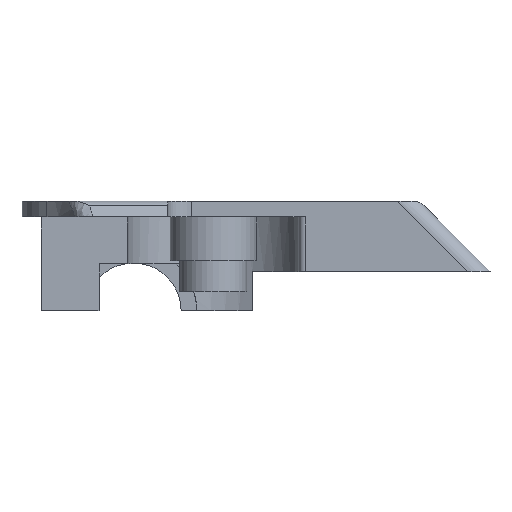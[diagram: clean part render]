
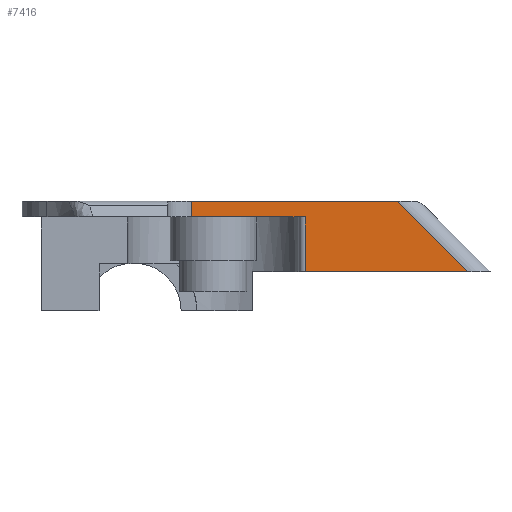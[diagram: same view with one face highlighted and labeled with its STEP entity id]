
A CAD part, left-side view. The second image highlights one B-rep face of the part: STEP entity #7416.
In plain terms, the highlighted planar face has unit normal (-1, 0, 0).
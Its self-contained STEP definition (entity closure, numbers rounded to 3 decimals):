
#931=PLANE('',#7892);
#1377=FACE_OUTER_BOUND('',#1767,.T.);
#1767=EDGE_LOOP('',(#5530,#5531,#5532,#5533,#5534,#5535));
#2144=LINE('',#9013,#2617);
#2155=LINE('',#9049,#2628);
#2165=LINE('',#9090,#2638);
#2215=LINE('',#10893,#2688);
#2217=LINE('',#10899,#2690);
#2218=LINE('',#10900,#2691);
#2617=VECTOR('',#8060,10.);
#2628=VECTOR('',#8091,10.);
#2638=VECTOR('',#8125,10.);
#2688=VECTOR('',#8299,10.);
#2690=VECTOR('',#8305,10.);
#2691=VECTOR('',#8306,10.);
#3169=VERTEX_POINT('',#9010);
#3170=VERTEX_POINT('',#9012);
#3185=VERTEX_POINT('',#9048);
#3200=VERTEX_POINT('',#9088);
#3549=VERTEX_POINT('',#10892);
#3551=VERTEX_POINT('',#10898);
#3940=EDGE_CURVE('',#3170,#3169,#2144,.F.);
#3958=EDGE_CURVE('',#3185,#3169,#2155,.T.);
#3978=EDGE_CURVE('',#3200,#3185,#2165,.F.);
#4341=EDGE_CURVE('',#3170,#3549,#2215,.T.);
#4344=EDGE_CURVE('',#3551,#3200,#2217,.T.);
#4345=EDGE_CURVE('',#3551,#3549,#2218,.F.);
#5530=ORIENTED_EDGE('',*,*,#3958,.F.);
#5531=ORIENTED_EDGE('',*,*,#3978,.F.);
#5532=ORIENTED_EDGE('',*,*,#4344,.F.);
#5533=ORIENTED_EDGE('',*,*,#4345,.T.);
#5534=ORIENTED_EDGE('',*,*,#4341,.F.);
#5535=ORIENTED_EDGE('',*,*,#3940,.T.);
#7416=ADVANCED_FACE('',(#1377),#931,.F.);
#7892=AXIS2_PLACEMENT_3D('',#10897,#8303,#8304);
#8060=DIRECTION('',(0.,1.,0.));
#8091=DIRECTION('',(0.,-0.707,-0.707));
#8125=DIRECTION('',(0.,1.,0.));
#8299=DIRECTION('',(0.,0.,1.));
#8303=DIRECTION('center_axis',(1.,0.,0.));
#8304=DIRECTION('ref_axis',(0.,0.,1.));
#8305=DIRECTION('',(0.,0.,1.));
#8306=DIRECTION('',(0.,1.,0.));
#9010=CARTESIAN_POINT('',(-22.,-32.568,21.));
#9012=CARTESIAN_POINT('',(-22.,-11.75,21.));
#9013=CARTESIAN_POINT('',(-22.,0.4,21.));
#9048=CARTESIAN_POINT('',(-22.,-23.568,30.));
#9049=CARTESIAN_POINT('',(-22.,-17.884,35.684));
#9088=CARTESIAN_POINT('',(-22.,2.8,30.));
#9090=CARTESIAN_POINT('',(-22.,10.8,30.));
#10892=CARTESIAN_POINT('',(-22.,-11.75,28.));
#10893=CARTESIAN_POINT('',(-22.,-11.75,23.));
#10897=CARTESIAN_POINT('Origin',(-22.,5.8,30.));
#10898=CARTESIAN_POINT('',(-22.,2.8,28.));
#10899=CARTESIAN_POINT('',(-22.,2.8,30.));
#10900=CARTESIAN_POINT('',(-22.,10.8,28.));
